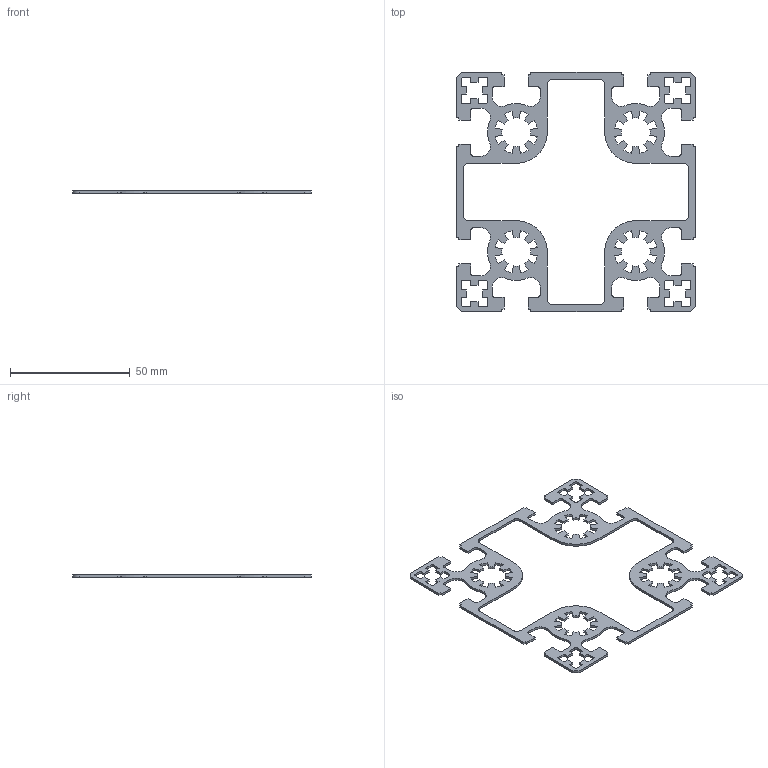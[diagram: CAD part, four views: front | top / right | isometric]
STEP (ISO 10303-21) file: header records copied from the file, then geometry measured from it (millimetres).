
FILE_DESCRIPTION(/* description */ ('Profilo 100x100 base'),/* implementation_level */ '2;1');
FILE_NAME(/* name */ 'PG100100.stp',/* time_stamp */ '2021-02-19T17:00:40+01:00',/* author */ ('omnitec'),/* organization */ (''),/* preprocessor_version */ 'ST-DEVELOPER v18.1',/* originating_system */ 'Autodesk Inventor 2021',/* authorisation */ '');
FILE_SCHEMA (('AUTOMOTIVE_DESIGN { 1 0 10303 214 3 1 1 }'));
Length unit declared in the file: millimetre
Products named in the file (1): PG100100---1,0
Bounding box: 100 x 100 x 1 mm (x, y, z)
Volume: 3113.1 mm3; surface area: 7939.6 mm2
Topology: 1 solids, 1 shells, 378 faces, 1128 edges, 752 vertices
Faces by surface type: plane 250, cylinder 128
Entity records: 12765 total; most frequent: CARTESIAN_POINT 2259, ORIENTED_EDGE 2256, DIRECTION 2142, EDGE_CURVE 1128, LINE 872, VECTOR 872, VERTEX_POINT 752, AXIS2_PLACEMENT_3D 635
